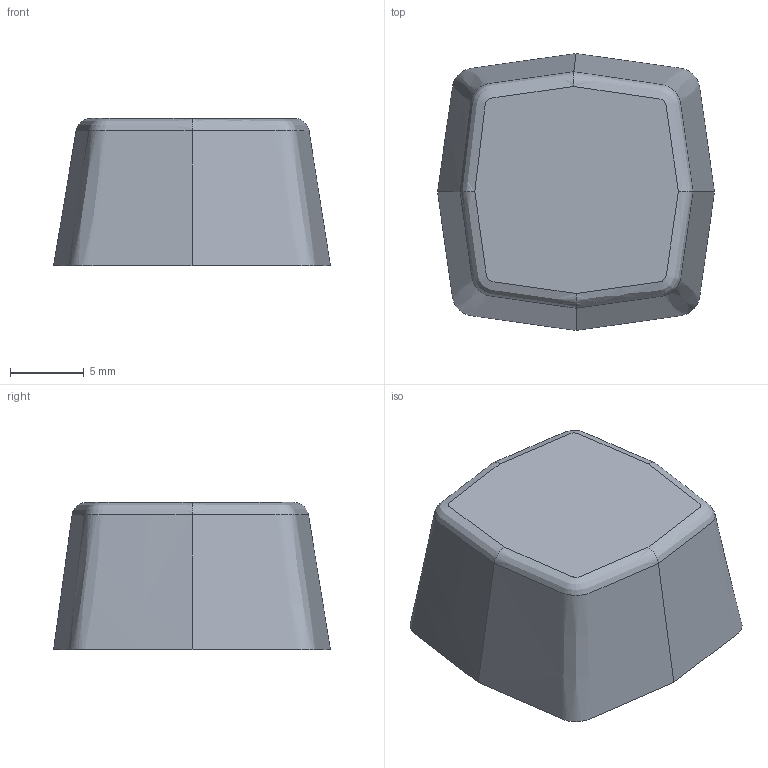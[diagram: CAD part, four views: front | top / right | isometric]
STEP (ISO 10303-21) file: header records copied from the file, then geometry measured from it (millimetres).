
FILE_DESCRIPTION(/* description */ (''),/* implementation_level */ '2;1');
FILE_NAME(/* name */ 'engicap.step',/* time_stamp */ '2025-06-23T17:34:51-04:00',/* author */ (''),/* organization */ (''),/* preprocessor_version */ 'ST-DEVELOPER v20.1',/* originating_system */ 'Autodesk Translation Framework v14.10.0.0',/* authorisation */ '');
FILE_SCHEMA (('AUTOMOTIVE_DESIGN { 1 0 10303 214 3 1 1 }'));
Length unit declared in the file: millimetre
Products named in the file (2): keycaps; Component1
Assembly tree (1 placements, depth 2):
  keycaps
    Component1
Bounding box: 18.82 x 18.82 x 10 mm (x, y, z)
Volume: 722.8 mm3; surface area: 1766.1 mm2
Topology: 1 solids, 1 shells, 30 faces, 79 edges, 54 vertices
Faces by surface type: plane 17, bspline 12, cylinder 1
Full cylindrical faces by diameter (mm): 6 x1
Entity records: 4233 total; most frequent: CARTESIAN_POINT 3531, ORIENTED_EDGE 158, DIRECTION 90, EDGE_CURVE 79, VERTEX_POINT 54, LINE 44, VECTOR 44, B_SPLINE_CURVE_WITH_KNOTS 33
